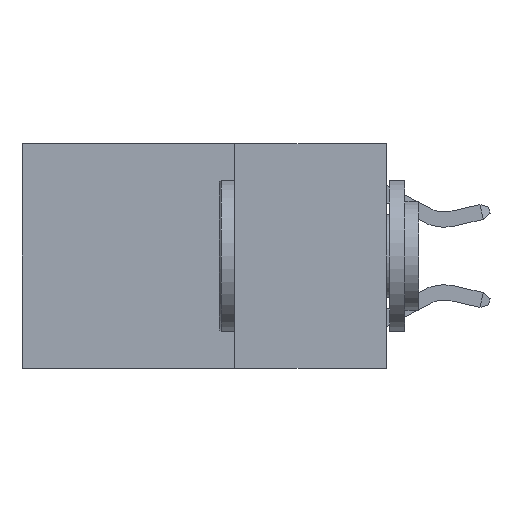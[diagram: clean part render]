
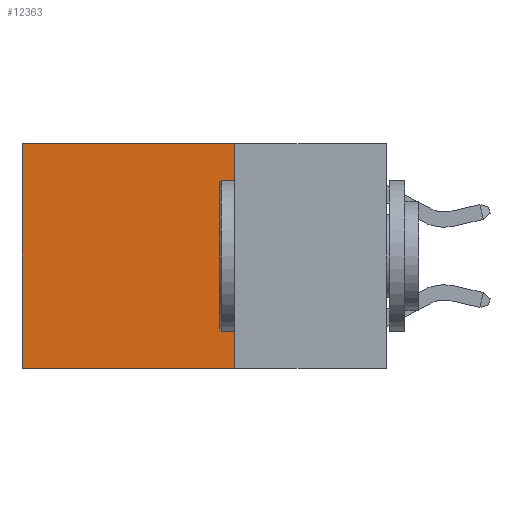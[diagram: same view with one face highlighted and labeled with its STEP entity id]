
A CAD part, left-side view. The second image highlights one B-rep face of the part: STEP entity #12363.
In plain terms, the highlighted planar face has unit normal (-1, 0, 0).
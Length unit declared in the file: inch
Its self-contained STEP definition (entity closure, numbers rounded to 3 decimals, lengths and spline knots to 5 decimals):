
#20 = CARTESIAN_POINT ( 'NONE',  ( 0.2625, 0.6, 0. ) ) ;
#1032 = VECTOR ( 'NONE', #21468, 39.37008 ) ;
#1424 = VECTOR ( 'NONE', #9954, 39.37008 ) ;
#1511 = LINE ( 'NONE', #21691, #10371 ) ;
#2514 = ORIENTED_EDGE ( 'NONE', *, *, #8450, .T. ) ;
#2690 = PLANE ( 'NONE',  #17254 ) ;
#2855 = CARTESIAN_POINT ( 'NONE',  ( 0.2625, 0.25, 0. ) ) ;
#3061 = CARTESIAN_POINT ( 'NONE',  ( 0.2625, 0.6, -0.37 ) ) ;
#4708 = CARTESIAN_POINT ( 'NONE',  ( 0.2625, 0.25, -0.37 ) ) ;
#5432 = VECTOR ( 'NONE', #11129, 39.37008 ) ;
#5468 = VERTEX_POINT ( 'NONE', #3061 ) ;
#5544 = LINE ( 'NONE', #2855, #5432 ) ;
#6177 = LINE ( 'NONE', #4708, #1424 ) ;
#6490 = DIRECTION ( 'NONE',  ( 1., 0., 0. ) ) ;
#6599 = CARTESIAN_POINT ( 'NONE',  ( 0.2625, 0.25, -0.37 ) ) ;
#6791 = EDGE_CURVE ( 'NONE', #9757, #5468, #1511, .T. ) ;
#7914 = ORIENTED_EDGE ( 'NONE', *, *, #6791, .T. ) ;
#8450 = EDGE_CURVE ( 'NONE', #13855, #9757, #5544, .T. ) ;
#9757 = VERTEX_POINT ( 'NONE', #20 ) ;
#9954 = DIRECTION ( 'NONE',  ( 0., 1., 0. ) ) ;
#10371 = VECTOR ( 'NONE', #15030, 39.37008 ) ;
#11129 = DIRECTION ( 'NONE',  ( 0., 1., 0. ) ) ;
#11587 = EDGE_LOOP ( 'NONE', ( #7914, #12584, #19649, #2514 ) ) ;
#12307 = VERTEX_POINT ( 'NONE', #6599 ) ;
#12363 = ADVANCED_FACE ( 'NONE', ( #17960 ), #2690, .F. ) ;
#12584 = ORIENTED_EDGE ( 'NONE', *, *, #19029, .F. ) ;
#12968 = CARTESIAN_POINT ( 'NONE',  ( 0.2625, 0.25, 0. ) ) ;
#13855 = VERTEX_POINT ( 'NONE', #16653 ) ;
#14697 = CARTESIAN_POINT ( 'NONE',  ( 0.2625, 0.25, 0. ) ) ;
#15030 = DIRECTION ( 'NONE',  ( 0., 0., -1. ) ) ;
#16413 = DIRECTION ( 'NONE',  ( 0., 0., -1. ) ) ;
#16653 = CARTESIAN_POINT ( 'NONE',  ( 0.2625, 0.25, 0. ) ) ;
#17254 = AXIS2_PLACEMENT_3D ( 'NONE', #12968, #6490, #16413 ) ;
#17297 = EDGE_CURVE ( 'NONE', #13855, #12307, #18323, .T. ) ;
#17960 = FACE_OUTER_BOUND ( 'NONE', #11587, .T. ) ;
#18323 = LINE ( 'NONE', #14697, #1032 ) ;
#19029 = EDGE_CURVE ( 'NONE', #12307, #5468, #6177, .T. ) ;
#19649 = ORIENTED_EDGE ( 'NONE', *, *, #17297, .F. ) ;
#21468 = DIRECTION ( 'NONE',  ( 0., 0., -1. ) ) ;
#21691 = CARTESIAN_POINT ( 'NONE',  ( 0.2625, 0.6, 0. ) ) ;
